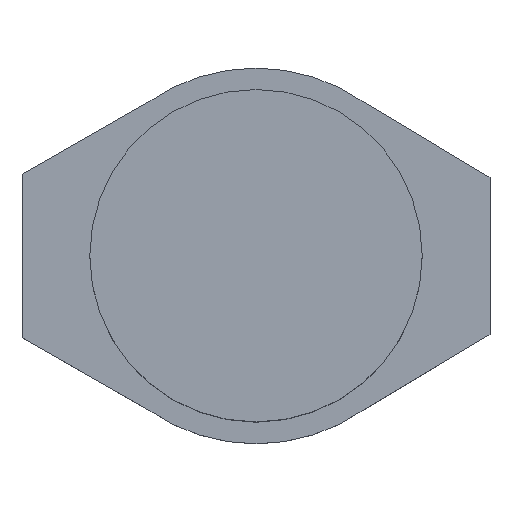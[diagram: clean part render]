
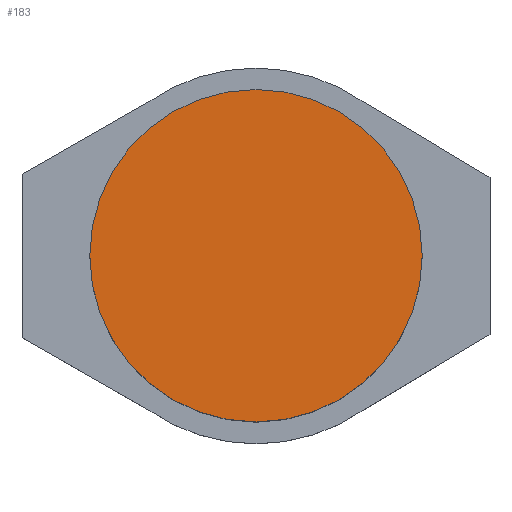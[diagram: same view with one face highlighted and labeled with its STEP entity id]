
A CAD part, top view. The second image highlights one B-rep face of the part: STEP entity #183.
In plain terms, the highlighted planar face has unit normal (0, 0, 1).
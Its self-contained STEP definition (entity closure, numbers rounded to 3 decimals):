
#30 = EDGE_CURVE ( 'NONE', #31, #32, #553, .T. ) ;
#31 = VERTEX_POINT ( 'NONE', #544 ) ;
#32 = VERTEX_POINT ( 'NONE', #543 ) ;
#85 = ORIENTED_EDGE ( 'NONE', *, *, #180, .T. ) ;
#86 = ORIENTED_EDGE ( 'NONE', *, *, #30, .T. ) ;
#180 = EDGE_CURVE ( 'NONE', #32, #31, #264, .T. ) ;
#183 = ADVANCED_FACE ( 'NONE', ( #259 ), #244, .T. ) ;
#184 = EDGE_LOOP ( 'NONE', ( #85, #86 ) ) ;
#238 = DIRECTION ( 'NONE',  ( 1., 0., 0. ) ) ;
#239 = DIRECTION ( 'NONE',  ( 0., 0., 1. ) ) ;
#240 = CARTESIAN_POINT ( 'NONE',  ( 0., 0., 6.56 ) ) ;
#241 = AXIS2_PLACEMENT_3D ( 'NONE', #240, #239, #238 ) ;
#244 = PLANE ( 'NONE',  #241 ) ;
#259 = FACE_OUTER_BOUND ( 'NONE', #184, .T. ) ;
#260 = DIRECTION ( 'NONE',  ( 1., 0., 0. ) ) ;
#261 = DIRECTION ( 'NONE',  ( 0., 0., 1. ) ) ;
#262 = CARTESIAN_POINT ( 'NONE',  ( 0., 0., 6.56 ) ) ;
#263 = AXIS2_PLACEMENT_3D ( 'NONE', #262, #261, #260 ) ;
#264 = CIRCLE ( 'NONE', #263, 6.5 ) ;
#543 = CARTESIAN_POINT ( 'NONE',  ( -6.5, 0., 6.56 ) ) ;
#544 = CARTESIAN_POINT ( 'NONE',  ( 6.5, 0., 6.56 ) ) ;
#545 = DIRECTION ( 'NONE',  ( 1., 0., 0. ) ) ;
#546 = DIRECTION ( 'NONE',  ( 0., 0., 1. ) ) ;
#547 = CARTESIAN_POINT ( 'NONE',  ( 0., 0., 6.56 ) ) ;
#548 = AXIS2_PLACEMENT_3D ( 'NONE', #547, #546, #545 ) ;
#553 = CIRCLE ( 'NONE', #548, 6.5 ) ;
